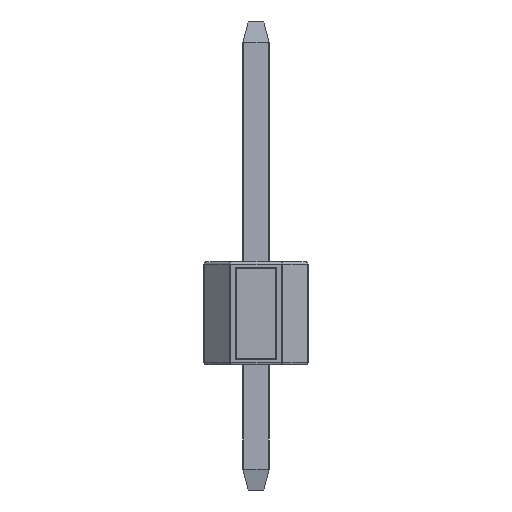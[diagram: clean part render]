
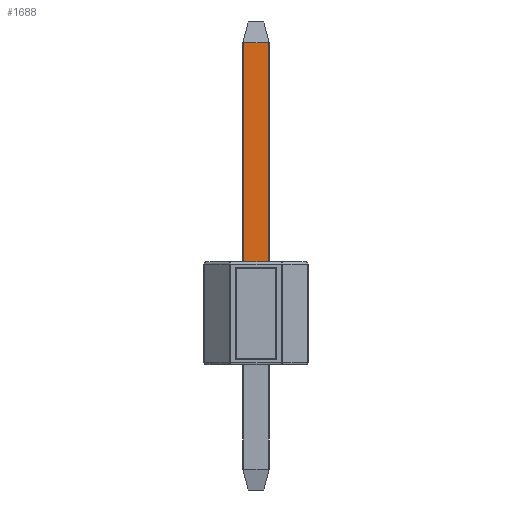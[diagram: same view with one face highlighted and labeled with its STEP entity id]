
A CAD part, left-side view. The second image highlights one B-rep face of the part: STEP entity #1688.
In plain terms, the highlighted planar face has unit normal (-1, 0, 0).
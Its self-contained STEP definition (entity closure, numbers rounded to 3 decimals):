
#339=FACE_OUTER_BOUND('',#433,.T.);
#433=EDGE_LOOP('',(#1378,#1379,#1380,#1381));
#542=LINE('',#2780,#682);
#565=LINE('',#2828,#705);
#566=LINE('',#2830,#706);
#567=LINE('',#2831,#707);
#682=VECTOR('',#2280,10.);
#705=VECTOR('',#2331,10.);
#706=VECTOR('',#2332,10.);
#707=VECTOR('',#2333,10.);
#746=VERTEX_POINT('',#2521);
#749=VERTEX_POINT('',#2528);
#828=VERTEX_POINT('',#2827);
#829=VERTEX_POINT('',#2829);
#998=EDGE_CURVE('',#749,#746,#542,.T.);
#1021=EDGE_CURVE('',#828,#746,#565,.T.);
#1022=EDGE_CURVE('',#829,#828,#566,.T.);
#1023=EDGE_CURVE('',#749,#829,#567,.T.);
#1378=ORIENTED_EDGE('',*,*,#998,.T.);
#1379=ORIENTED_EDGE('',*,*,#1021,.F.);
#1380=ORIENTED_EDGE('',*,*,#1022,.F.);
#1381=ORIENTED_EDGE('',*,*,#1023,.F.);
#1511=PLANE('',#1888);
#1688=ADVANCED_FACE('',(#339),#1511,.T.);
#1888=AXIS2_PLACEMENT_3D('',#2826,#2329,#2330);
#2280=DIRECTION('',(0.,-1.,0.));
#2329=DIRECTION('center_axis',(-1.,0.,0.));
#2330=DIRECTION('ref_axis',(0.,0.,1.));
#2331=DIRECTION('',(0.,0.,-1.));
#2332=DIRECTION('',(0.,-1.,0.));
#2333=DIRECTION('',(0.,0.,1.));
#2521=CARTESIAN_POINT('',(-0.32,-0.297,2.5));
#2528=CARTESIAN_POINT('',(-0.32,0.292,2.5));
#2780=CARTESIAN_POINT('',(-0.32,-0.003,2.5));
#2826=CARTESIAN_POINT('Origin',(-0.32,-0.003,2.645));
#2827=CARTESIAN_POINT('',(-0.32,-0.297,7.832));
#2828=CARTESIAN_POINT('',(-0.32,-0.297,5.493));
#2829=CARTESIAN_POINT('',(-0.32,0.292,7.832));
#2830=CARTESIAN_POINT('',(-0.32,0.158,7.832));
#2831=CARTESIAN_POINT('',(-0.32,0.292,-0.202));
